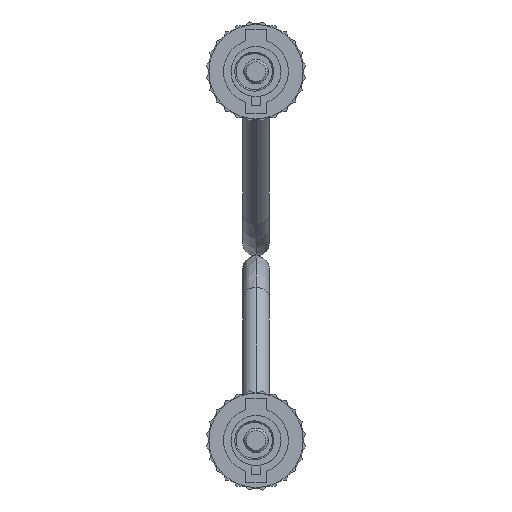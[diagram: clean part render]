
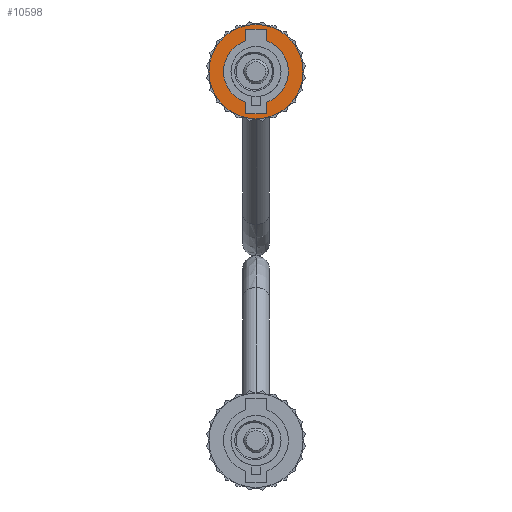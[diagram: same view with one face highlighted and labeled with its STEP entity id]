
A CAD part, front view. The second image highlights one B-rep face of the part: STEP entity #10598.
In plain terms, the highlighted face is planar.
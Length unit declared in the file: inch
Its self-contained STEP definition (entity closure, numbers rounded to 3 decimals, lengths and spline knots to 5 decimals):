
#5607 = CARTESIAN_POINT ( 'NONE',  ( 0., 0.45, 0.1325 ) ) ;
#5731 = CARTESIAN_POINT ( 'NONE',  ( 0., 0.45, -0.1925 ) ) ;
#5732 = CARTESIAN_POINT ( 'NONE',  ( 0., 0.45, 0.1925 ) ) ;
#5733 = DIRECTION ( 'NONE',  ( 0., 0., 1. ) ) ;
#5734 = DIRECTION ( 'NONE',  ( 0., 1., 0. ) ) ;
#5735 = CARTESIAN_POINT ( 'NONE',  ( 0., 0.45, 0. ) ) ;
#5736 = AXIS2_PLACEMENT_3D ( 'NONE', #5735, #5734, #5733 ) ;
#5737 = CIRCLE ( 'NONE', #5736, 0.1925 ) ;
#5811 = CARTESIAN_POINT ( 'NONE',  ( 0.126, 0.45, 0.041 ) ) ;
#5812 = DIRECTION ( 'NONE',  ( 0., 0., 1. ) ) ;
#5866 = CARTESIAN_POINT ( 'NONE',  ( 0., 0.45, 0. ) ) ;
#5894 = DIRECTION ( 'NONE',  ( 0., 1., 0. ) ) ;
#5895 = AXIS2_PLACEMENT_3D ( 'NONE', #5866, #5894, #5812 ) ;
#5896 = CIRCLE ( 'NONE', #5895, 0.1325 ) ;
#7054 = CARTESIAN_POINT ( 'NONE',  ( 0.1725, 0.45, 0.041 ) ) ;
#7055 = DIRECTION ( 'NONE',  ( -1., 0., 0. ) ) ;
#7056 = VECTOR ( 'NONE', #7055, 39.37008 ) ;
#7057 = CARTESIAN_POINT ( 'NONE',  ( 0.1725, 0.45, -0.041 ) ) ;
#7058 = LINE ( 'NONE', #7057, #7056 ) ;
#7065 = DIRECTION ( 'NONE',  ( 0., 0., 1. ) ) ;
#7066 = DIRECTION ( 'NONE',  ( 0., 1., 0. ) ) ;
#7067 = CARTESIAN_POINT ( 'NONE',  ( 0., 0.45, 0. ) ) ;
#7068 = AXIS2_PLACEMENT_3D ( 'NONE', #7067, #7066, #7065 ) ;
#7069 = PLANE ( 'NONE',  #7068 ) ;
#7070 = FACE_OUTER_BOUND ( 'NONE', #10571, .T. ) ;
#7071 = FACE_BOUND ( 'NONE', #10620, .T. ) ;
#7072 = DIRECTION ( 'NONE',  ( 1., 0., 0. ) ) ;
#7073 = VECTOR ( 'NONE', #7072, 39.37008 ) ;
#7074 = CARTESIAN_POINT ( 'NONE',  ( 0.1725, 0.45, 0.041 ) ) ;
#7075 = LINE ( 'NONE', #7074, #7073 ) ;
#7092 = CARTESIAN_POINT ( 'NONE',  ( 0.1725, 0.45, -0.041 ) ) ;
#7093 = CARTESIAN_POINT ( 'NONE',  ( -0.1725, 0.45, -0.041 ) ) ;
#7100 = DIRECTION ( 'NONE',  ( 0., 0., 1. ) ) ;
#7101 = DIRECTION ( 'NONE',  ( 0., 1., 0. ) ) ;
#7102 = CARTESIAN_POINT ( 'NONE',  ( 0., 0.45, 0. ) ) ;
#7103 = AXIS2_PLACEMENT_3D ( 'NONE', #7102, #7101, #7100 ) ;
#7104 = CIRCLE ( 'NONE', #7103, 0.1925 ) ;
#7135 = DIRECTION ( 'NONE',  ( 0., 0., 1. ) ) ;
#7136 = DIRECTION ( 'NONE',  ( 0., 1., 0. ) ) ;
#7137 = CARTESIAN_POINT ( 'NONE',  ( 0., 0.45, 0. ) ) ;
#7138 = AXIS2_PLACEMENT_3D ( 'NONE', #7137, #7136, #7135 ) ;
#7139 = CIRCLE ( 'NONE', #7138, 0.1325 ) ;
#7140 = AXIS2_PLACEMENT_3D ( 'NONE', #7183, #7182, #7181 ) ;
#7141 = CIRCLE ( 'NONE', #7140, 0.1325 ) ;
#7142 = CARTESIAN_POINT ( 'NONE',  ( -0.1725, 0.45, 0.041 ) ) ;
#7143 = CARTESIAN_POINT ( 'NONE',  ( -0.126, 0.45, 0.041 ) ) ;
#7144 = DIRECTION ( 'NONE',  ( 1., 0., 0. ) ) ;
#7145 = VECTOR ( 'NONE', #7144, 39.37008 ) ;
#7146 = CARTESIAN_POINT ( 'NONE',  ( -0.126, 0.45, 0.041 ) ) ;
#7147 = LINE ( 'NONE', #7146, #7145 ) ;
#7176 = DIRECTION ( 'NONE',  ( -1., 0., 0. ) ) ;
#7177 = VECTOR ( 'NONE', #7176, 39.37008 ) ;
#7178 = CARTESIAN_POINT ( 'NONE',  ( -0.126, 0.45, -0.041 ) ) ;
#7179 = LINE ( 'NONE', #7178, #7177 ) ;
#7180 = CARTESIAN_POINT ( 'NONE',  ( 0.126, 0.45, -0.041 ) ) ;
#7181 = DIRECTION ( 'NONE',  ( 0., 0., 1. ) ) ;
#7182 = DIRECTION ( 'NONE',  ( 0., 1., 0. ) ) ;
#7183 = CARTESIAN_POINT ( 'NONE',  ( 0., 0.45, 0. ) ) ;
#7305 = VECTOR ( 'NONE', #7318, 39.37008 ) ;
#7306 = CARTESIAN_POINT ( 'NONE',  ( 0.1725, 0.45, -0.041 ) ) ;
#7307 = LINE ( 'NONE', #7306, #7305 ) ;
#7308 = DIRECTION ( 'NONE',  ( 0., 0., 1. ) ) ;
#7309 = CARTESIAN_POINT ( 'NONE',  ( -0.1725, 0.45, -0.041 ) ) ;
#7310 = LINE ( 'NONE', #7309, #7354 ) ;
#7311 = CARTESIAN_POINT ( 'NONE',  ( -0.126, 0.45, -0.041 ) ) ;
#7318 = DIRECTION ( 'NONE',  ( 0., 0., -1. ) ) ;
#7354 = VECTOR ( 'NONE', #7308, 39.37008 ) ;
#9608 = EDGE_CURVE ( 'NONE', #9609, #9610, #5737, .T. ) ;
#9609 = VERTEX_POINT ( 'NONE', #5732 ) ;
#9610 = VERTEX_POINT ( 'NONE', #5731 ) ;
#9626 = VERTEX_POINT ( 'NONE', #5607 ) ;
#9665 = EDGE_CURVE ( 'NONE', #9626, #9666, #5896, .T. ) ;
#9666 = VERTEX_POINT ( 'NONE', #5811 ) ;
#10570 = EDGE_CURVE ( 'NONE', #10628, #10610, #7058, .T. ) ;
#10571 = EDGE_LOOP ( 'NONE', ( #10623, #10624 ) ) ;
#10572 = ORIENTED_EDGE ( 'NONE', *, *, #10634, .F. ) ;
#10573 = VERTEX_POINT ( 'NONE', #7054 ) ;
#10574 = ORIENTED_EDGE ( 'NONE', *, *, #10575, .F. ) ;
#10575 = EDGE_CURVE ( 'NONE', #10605, #9626, #7139, .T. ) ;
#10594 = EDGE_CURVE ( 'NONE', #9666, #10573, #7075, .T. ) ;
#10595 = ORIENTED_EDGE ( 'NONE', *, *, #9665, .F. ) ;
#10598 = ADVANCED_FACE ( 'NONE', ( #7071, #7070 ), #7069, .T. ) ;
#10603 = ORIENTED_EDGE ( 'NONE', *, *, #10604, .F. ) ;
#10604 = EDGE_CURVE ( 'NONE', #10606, #10605, #7147, .T. ) ;
#10605 = VERTEX_POINT ( 'NONE', #7143 ) ;
#10606 = VERTEX_POINT ( 'NONE', #7142 ) ;
#10607 = ORIENTED_EDGE ( 'NONE', *, *, #10594, .F. ) ;
#10608 = ORIENTED_EDGE ( 'NONE', *, *, #10609, .F. ) ;
#10609 = EDGE_CURVE ( 'NONE', #10610, #10636, #7141, .T. ) ;
#10610 = VERTEX_POINT ( 'NONE', #7180 ) ;
#10612 = EDGE_CURVE ( 'NONE', #10636, #10626, #7179, .T. ) ;
#10615 = ORIENTED_EDGE ( 'NONE', *, *, #10570, .F. ) ;
#10619 = EDGE_CURVE ( 'NONE', #9610, #9609, #7104, .T. ) ;
#10620 = EDGE_LOOP ( 'NONE', ( #10627, #10607, #10595, #10574, #10603, #10572, #10635, #10608, #10615 ) ) ;
#10623 = ORIENTED_EDGE ( 'NONE', *, *, #10619, .T. ) ;
#10624 = ORIENTED_EDGE ( 'NONE', *, *, #9608, .T. ) ;
#10626 = VERTEX_POINT ( 'NONE', #7093 ) ;
#10627 = ORIENTED_EDGE ( 'NONE', *, *, #10637, .F. ) ;
#10628 = VERTEX_POINT ( 'NONE', #7092 ) ;
#10634 = EDGE_CURVE ( 'NONE', #10626, #10606, #7310, .T. ) ;
#10635 = ORIENTED_EDGE ( 'NONE', *, *, #10612, .F. ) ;
#10636 = VERTEX_POINT ( 'NONE', #7311 ) ;
#10637 = EDGE_CURVE ( 'NONE', #10573, #10628, #7307, .T. ) ;
